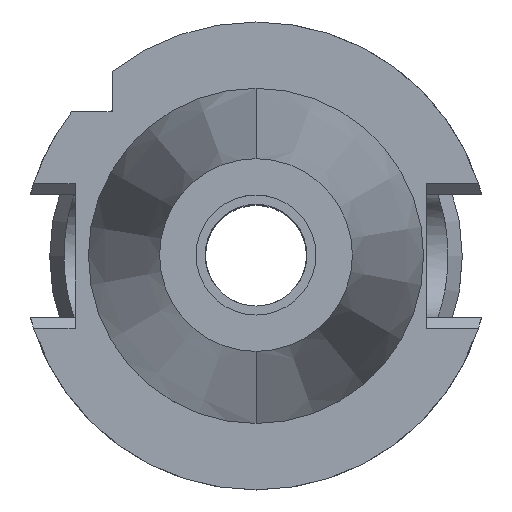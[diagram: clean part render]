
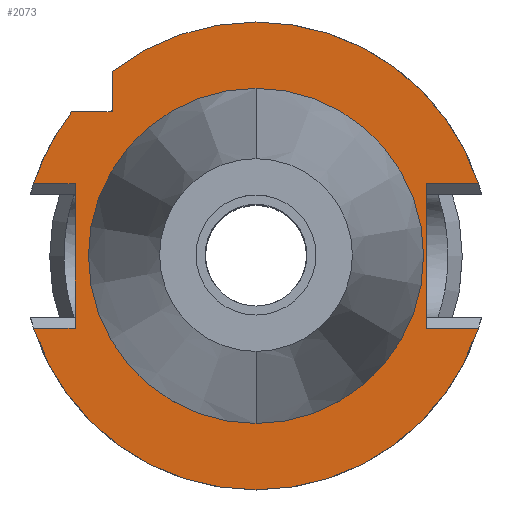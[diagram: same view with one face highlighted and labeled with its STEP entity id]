
A CAD part, top view. The second image highlights one B-rep face of the part: STEP entity #2073.
In plain terms, the highlighted planar face has unit normal (0, 0, 1).
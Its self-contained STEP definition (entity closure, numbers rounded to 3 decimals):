
#108=DIRECTION('',(-1.,0.,0.));
#109=VECTOR('',#108,8.669);
#110=CARTESIAN_POINT('',(-37.7,15.05,-1.5));
#111=LINE('',#110,#109);
#115=CARTESIAN_POINT('',(0.,0.,-1.5));
#116=DIRECTION('',(0.,0.,-1.));
#117=DIRECTION('',(-0.951,0.309,0.));
#118=AXIS2_PLACEMENT_3D('',#115,#116,#117);
#123=DIRECTION('',(0.,1.,0.));
#124=VECTOR('',#123,8.426);
#125=CARTESIAN_POINT('',(-30.,30.,-1.5));
#126=LINE('',#125,#124);
#130=CARTESIAN_POINT('',(0.,0.,-1.5));
#131=DIRECTION('',(0.,0.,-1.));
#132=DIRECTION('',(-0.615,0.788,0.));
#133=AXIS2_PLACEMENT_3D('',#130,#131,#132);
#138=CARTESIAN_POINT('',(0.,0.,-1.5));
#139=DIRECTION('',(0.,0.,-1.));
#140=DIRECTION('',(0.,1.,0.));
#141=AXIS2_PLACEMENT_3D('',#138,#139,#140);
#146=DIRECTION('',(0.,-1.,0.));
#147=VECTOR('',#146,30.1);
#148=CARTESIAN_POINT('',(35.5,15.05,-1.5));
#149=LINE('',#148,#147);
#153=DIRECTION('',(1.,0.,0.));
#154=VECTOR('',#153,10.869);
#155=CARTESIAN_POINT('',(35.5,-15.05,-1.5));
#156=LINE('',#155,#154);
#160=CARTESIAN_POINT('',(0.,0.,-1.5));
#161=DIRECTION('',(0.,0.,-1.));
#162=DIRECTION('',(0.951,-0.309,0.));
#163=AXIS2_PLACEMENT_3D('',#160,#161,#162);
#168=CARTESIAN_POINT('',(0.,0.,-1.5));
#169=DIRECTION('',(0.,0.,-1.));
#170=DIRECTION('',(0.,-1.,0.));
#171=AXIS2_PLACEMENT_3D('',#168,#169,#170);
#176=CARTESIAN_POINT('',(0.,0.,-1.5));
#177=DIRECTION('',(0.,0.,1.));
#178=DIRECTION('',(0.,-1.,0.));
#179=AXIS2_PLACEMENT_3D('',#176,#177,#178);
#184=CARTESIAN_POINT('',(0.,0.,-1.5));
#185=DIRECTION('',(0.,0.,1.));
#186=DIRECTION('',(0.,1.,0.));
#187=AXIS2_PLACEMENT_3D('',#184,#185,#186);
#192=DIRECTION('',(0.,-1.,0.));
#193=VECTOR('',#192,30.1);
#194=CARTESIAN_POINT('',(-37.7,15.05,-1.5));
#195=LINE('',#194,#193);
#244=DIRECTION('',(-1.,0.,0.));
#245=VECTOR('',#244,8.669);
#246=CARTESIAN_POINT('',(-37.7,-15.05,-1.5));
#247=LINE('',#246,#245);
#756=DIRECTION('',(1.,0.,0.));
#757=VECTOR('',#756,10.869);
#758=CARTESIAN_POINT('',(35.5,15.05,-1.5));
#759=LINE('',#758,#757);
#991=DIRECTION('',(-1.,0.,0.));
#992=VECTOR('',#991,8.426);
#993=CARTESIAN_POINT('',(-30.,30.,-1.5));
#994=LINE('',#993,#992);
#1675=CARTESIAN_POINT('',(0.,34.925,-1.5));
#1676=VERTEX_POINT('',#1675);
#1677=CARTESIAN_POINT('',(0.,-34.925,-1.5));
#1678=VERTEX_POINT('',#1677);
#1679=CARTESIAN_POINT('',(-37.7,15.05,-1.5));
#1680=CARTESIAN_POINT('',(-37.7,-15.05,-1.5));
#1681=VERTEX_POINT('',#1679);
#1682=VERTEX_POINT('',#1680);
#1683=CARTESIAN_POINT('',(-46.369,15.05,-1.5));
#1684=VERTEX_POINT('',#1683);
#1685=CARTESIAN_POINT('',(-38.426,30.,-1.5));
#1686=VERTEX_POINT('',#1685);
#1687=CARTESIAN_POINT('',(-30.,30.,-1.5));
#1688=VERTEX_POINT('',#1687);
#1689=CARTESIAN_POINT('',(-30.,38.426,-1.5));
#1690=VERTEX_POINT('',#1689);
#1691=CARTESIAN_POINT('',(0.,48.75,-1.5));
#1692=CARTESIAN_POINT('',(46.369,15.05,-1.5));
#1693=VERTEX_POINT('',#1691);
#1694=VERTEX_POINT('',#1692);
#1695=CARTESIAN_POINT('',(35.5,15.05,-1.5));
#1696=VERTEX_POINT('',#1695);
#1697=CARTESIAN_POINT('',(35.5,-15.05,-1.5));
#1698=VERTEX_POINT('',#1697);
#1699=CARTESIAN_POINT('',(46.369,-15.05,-1.5));
#1700=VERTEX_POINT('',#1699);
#1701=CARTESIAN_POINT('',(0.,-48.75,-1.5));
#1702=CARTESIAN_POINT('',(-46.369,-15.05,-1.5));
#1703=VERTEX_POINT('',#1701);
#1704=VERTEX_POINT('',#1702);
#2036=CARTESIAN_POINT('',(0.,0.,-1.5));
#2037=DIRECTION('',(0.,0.,1.));
#2038=DIRECTION('',(0.,1.,0.));
#2039=AXIS2_PLACEMENT_3D('',#2036,#2037,#2038);
#2040=PLANE('',#2039);
#2042=ORIENTED_EDGE('',*,*,#2041,.F.);
#2044=ORIENTED_EDGE('',*,*,#2043,.T.);
#2046=ORIENTED_EDGE('',*,*,#2045,.T.);
#2048=ORIENTED_EDGE('',*,*,#2047,.F.);
#2050=ORIENTED_EDGE('',*,*,#2049,.T.);
#2052=ORIENTED_EDGE('',*,*,#2051,.T.);
#2054=ORIENTED_EDGE('',*,*,#2053,.T.);
#2056=ORIENTED_EDGE('',*,*,#2055,.F.);
#2058=ORIENTED_EDGE('',*,*,#2057,.T.);
#2060=ORIENTED_EDGE('',*,*,#2059,.T.);
#2062=ORIENTED_EDGE('',*,*,#2061,.T.);
#2064=ORIENTED_EDGE('',*,*,#2063,.T.);
#2066=ORIENTED_EDGE('',*,*,#2065,.F.);
#2067=EDGE_LOOP('',(#2042,#2044,#2046,#2048,#2050,#2052,#2054,#2056,#2058,#2060,
#2062,#2064,#2066));
#2068=FACE_OUTER_BOUND('',#2067,.F.);
#2069=ORIENTED_EDGE('',*,*,#2015,.T.);
#2070=ORIENTED_EDGE('',*,*,#2031,.T.);
#2071=EDGE_LOOP('',(#2069,#2070));
#2072=FACE_BOUND('',#2071,.F.);
#119=CIRCLE('',#118,48.75);
#134=CIRCLE('',#133,48.75);
#142=CIRCLE('',#141,48.75);
#164=CIRCLE('',#163,48.75);
#172=CIRCLE('',#171,48.75);
#180=CIRCLE('',#179,34.925);
#188=CIRCLE('',#187,34.925);
#2015=EDGE_CURVE('',#1678,#1676,#180,.T.);
#2031=EDGE_CURVE('',#1676,#1678,#188,.T.);
#2041=EDGE_CURVE('',#1681,#1682,#195,.T.);
#2043=EDGE_CURVE('',#1681,#1684,#111,.T.);
#2045=EDGE_CURVE('',#1684,#1686,#119,.T.);
#2047=EDGE_CURVE('',#1688,#1686,#994,.T.);
#2049=EDGE_CURVE('',#1688,#1690,#126,.T.);
#2051=EDGE_CURVE('',#1690,#1693,#134,.T.);
#2053=EDGE_CURVE('',#1693,#1694,#142,.T.);
#2055=EDGE_CURVE('',#1696,#1694,#759,.T.);
#2057=EDGE_CURVE('',#1696,#1698,#149,.T.);
#2059=EDGE_CURVE('',#1698,#1700,#156,.T.);
#2061=EDGE_CURVE('',#1700,#1703,#164,.T.);
#2063=EDGE_CURVE('',#1703,#1704,#172,.T.);
#2065=EDGE_CURVE('',#1682,#1704,#247,.T.);
#2073=ADVANCED_FACE('',(#2068,#2072),#2040,.T.);
